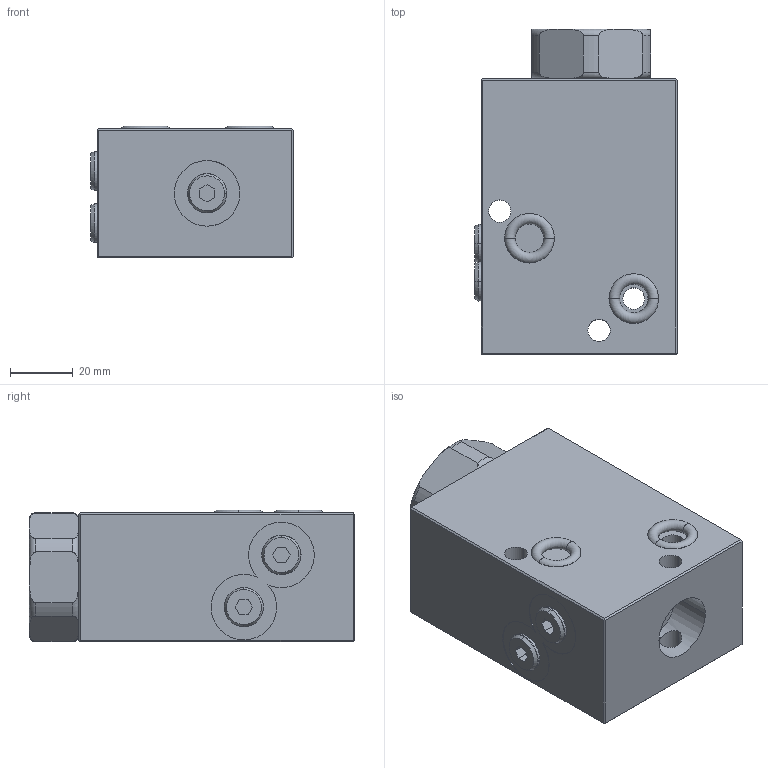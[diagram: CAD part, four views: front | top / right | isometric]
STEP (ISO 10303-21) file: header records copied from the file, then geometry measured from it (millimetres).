
FILE_DESCRIPTION((''),'2;1');
FILE_NAME('ILC70431000','2015-03-30T',('avl'),(''),'PRO/ENGINEER BY PARAMETRIC TECHNOLOGY CORPORATION, 2013320','PRO/ENGINEER BY PARAMETRIC TECHNOLOGY CORPORATION, 2013320','');
FILE_SCHEMA(('AUTOMOTIVE_DESIGN { 1 0 10303 214 1 1 1 1 }'));
Length unit declared in the file: inch
Products named in the file (1): ILC70431000
Bounding box: 64.77 x 104.01 x 42.14 mm (x, y, z)
Volume: 238463.4 mm3; surface area: 29948.7 mm2
Topology: 1 solids, 1 shells, 124 faces, 298 edges, 190 vertices
Faces by surface type: plane 62, cylinder 30, torus 18, cone 14
Entity records: 4274 total; most frequent: CARTESIAN_POINT 1150, DIRECTION 634, ORIENTED_EDGE 596, EDGE_CURVE 298, AXIS2_PLACEMENT_3D 232, VERTEX_POINT 190, VECTOR 170, LINE 170
